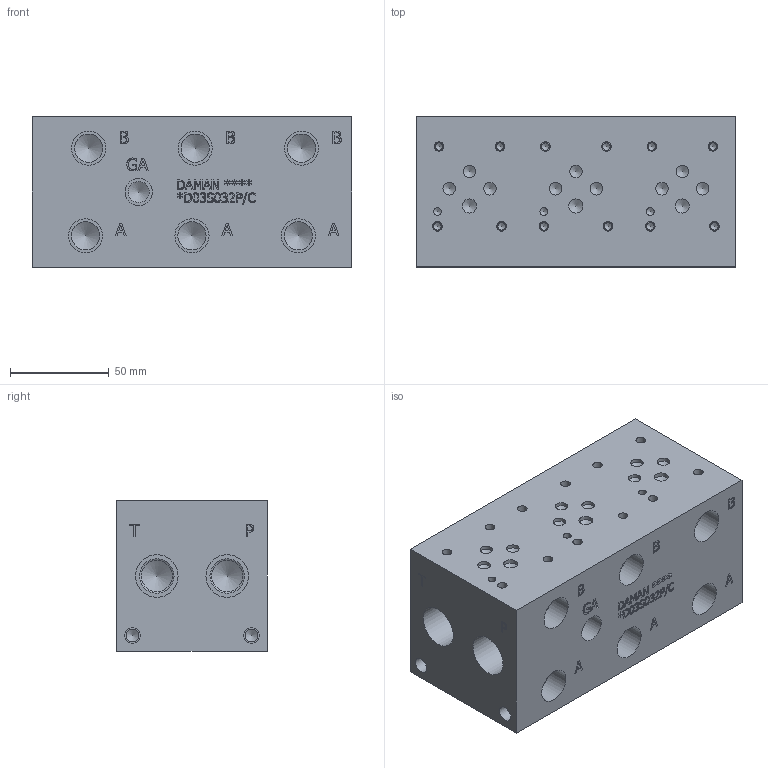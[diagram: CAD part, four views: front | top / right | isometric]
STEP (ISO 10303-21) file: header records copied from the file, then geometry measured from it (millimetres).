
FILE_DESCRIPTION(/* description */ (''),/* implementation_level */ '2;1');
FILE_NAME(/* name */ '_D03S032P_C.stp',/* time_stamp */ '2022-10-17T14:53:41-04:00',/* author */ ('mikeh'),/* organization */ (''),/* preprocessor_version */ 'ST-DEVELOPER v18',/* originating_system */ 'Autodesk Inventor 2020',/* authorisation */ '');
FILE_SCHEMA (('AUTOMOTIVE_DESIGN { 1 0 10303 214 3 1 1 }'));
Length unit declared in the file: millimetre
Products named in the file (1): Part_AD03S032P_C_3D
Bounding box: 161.93 x 76.2 x 76.2 mm (x, y, z)
Volume: 859135.5 mm3; surface area: 81667.3 mm2
Topology: 1 solids, 1 shells, 719 faces, 1981 edges, 1344 vertices
Faces by surface type: plane 388, bspline 201, cylinder 79, cone 51
Full cylindrical faces by diameter (mm): 3.785 x12, 3.962 x3, 4.826 x12, 6.35 x9, 6.528 x4, 7.137 x3, 7.925 x4, 10.719 x1, 13.868 x1, 14.3 x7, 15.875 x4, 15.9 x1, 17.297 x6, 17.475 x4, 20.62 x1, 21.59 x4, 22.23 x1, 22.54 x1, 30.16 x1
Entity records: 24332 total; most frequent: CARTESIAN_POINT 6615, ORIENTED_EDGE 3876, DIRECTION 2861, EDGE_CURVE 1938, VERTEX_POINT 1344, LINE 1249, VECTOR 1249, EDGE_LOOP 842
